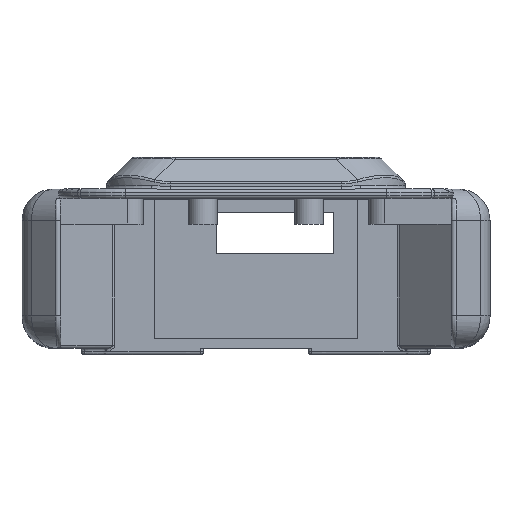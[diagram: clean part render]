
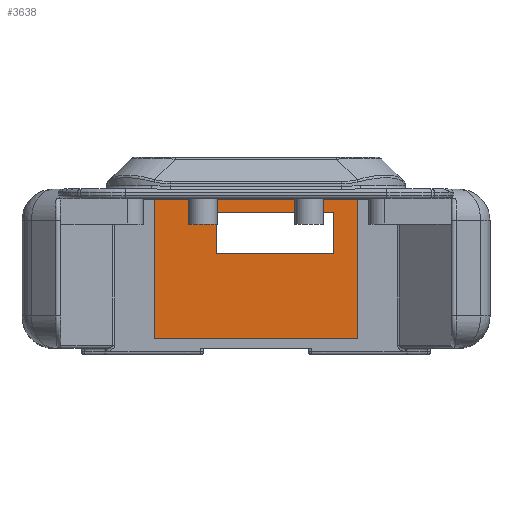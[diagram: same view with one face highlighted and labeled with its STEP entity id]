
A CAD part, top view. The second image highlights one B-rep face of the part: STEP entity #3638.
In plain terms, the highlighted planar face has unit normal (0, 0, 1).
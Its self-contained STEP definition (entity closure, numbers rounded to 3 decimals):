
#39=FACE_BOUND('',#1123,.T.);
#109=PLANE('',#4000);
#202=LINE('',#6244,#458);
#309=LINE('',#7462,#565);
#311=LINE('',#7466,#567);
#312=LINE('',#7468,#568);
#313=LINE('',#7472,#569);
#314=LINE('',#7474,#570);
#315=LINE('',#7476,#571);
#316=LINE('',#7477,#572);
#458=VECTOR('',#4273,10.);
#565=VECTOR('',#4766,10.);
#567=VECTOR('',#4770,10.);
#568=VECTOR('',#4773,10.);
#569=VECTOR('',#4776,10.);
#570=VECTOR('',#4777,10.);
#571=VECTOR('',#4778,10.);
#572=VECTOR('',#4779,10.);
#887=FACE_OUTER_BOUND('',#1122,.T.);
#1122=EDGE_LOOP('',(#2980,#2981,#2982,#2983));
#1123=EDGE_LOOP('',(#2984,#2985,#2986,#2987));
#1557=VERTEX_POINT('',#6241);
#1558=VERTEX_POINT('',#6243);
#1723=VERTEX_POINT('',#7460);
#1724=VERTEX_POINT('',#7464);
#1725=VERTEX_POINT('',#7470);
#1726=VERTEX_POINT('',#7471);
#1727=VERTEX_POINT('',#7473);
#1728=VERTEX_POINT('',#7475);
#1924=EDGE_CURVE('',#1557,#1558,#202,.T.);
#2181=EDGE_CURVE('',#1723,#1557,#309,.T.);
#2183=EDGE_CURVE('',#1724,#1723,#311,.T.);
#2184=EDGE_CURVE('',#1558,#1724,#312,.T.);
#2185=EDGE_CURVE('',#1725,#1726,#313,.T.);
#2186=EDGE_CURVE('',#1727,#1725,#314,.T.);
#2187=EDGE_CURVE('',#1728,#1727,#315,.T.);
#2188=EDGE_CURVE('',#1726,#1728,#316,.T.);
#2980=ORIENTED_EDGE('',*,*,#1924,.F.);
#2981=ORIENTED_EDGE('',*,*,#2181,.F.);
#2982=ORIENTED_EDGE('',*,*,#2183,.F.);
#2983=ORIENTED_EDGE('',*,*,#2184,.F.);
#2984=ORIENTED_EDGE('',*,*,#2185,.F.);
#2985=ORIENTED_EDGE('',*,*,#2186,.F.);
#2986=ORIENTED_EDGE('',*,*,#2187,.F.);
#2987=ORIENTED_EDGE('',*,*,#2188,.F.);
#3638=ADVANCED_FACE('',(#887,#39),#109,.F.);
#4000=AXIS2_PLACEMENT_3D('',#7469,#4774,#4775);
#4273=DIRECTION('',(1.,0.,0.));
#4766=DIRECTION('',(0.,1.,0.));
#4770=DIRECTION('',(-1.,0.,0.));
#4773=DIRECTION('',(0.,-1.,0.));
#4774=DIRECTION('center_axis',(0.,0.,-1.));
#4775=DIRECTION('ref_axis',(-1.,0.,0.));
#4776=DIRECTION('',(0.,-1.,0.));
#4777=DIRECTION('',(-1.,0.,0.));
#4778=DIRECTION('',(0.,1.,0.));
#4779=DIRECTION('',(1.,0.,0.));
#6241=CARTESIAN_POINT('',(-16.,3.5,-55.));
#6243=CARTESIAN_POINT('',(16.,3.5,-55.));
#6244=CARTESIAN_POINT('',(-16.,3.5,-55.));
#7460=CARTESIAN_POINT('',(-16.,-18.5,-55.));
#7462=CARTESIAN_POINT('',(-16.,-18.5,-55.));
#7464=CARTESIAN_POINT('',(16.,-18.5,-55.));
#7466=CARTESIAN_POINT('',(16.,-18.5,-55.));
#7468=CARTESIAN_POINT('',(16.,3.5,-55.));
#7469=CARTESIAN_POINT('Origin',(0.,-7.5,-55.));
#7470=CARTESIAN_POINT('',(-6.25,1.5,-55.));
#7471=CARTESIAN_POINT('',(-6.25,-5.,-55.));
#7472=CARTESIAN_POINT('',(-6.25,-3.,-55.));
#7473=CARTESIAN_POINT('',(12.25,1.5,-55.));
#7474=CARTESIAN_POINT('',(6.125,1.5,-55.));
#7475=CARTESIAN_POINT('',(12.25,-5.,-55.));
#7476=CARTESIAN_POINT('',(12.25,-6.25,-55.));
#7477=CARTESIAN_POINT('',(-3.125,-5.,-55.));
